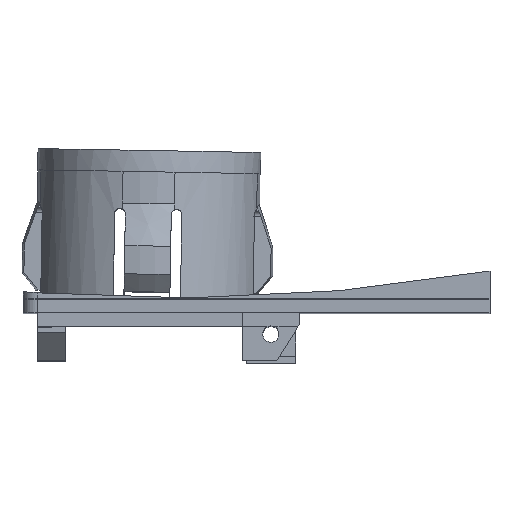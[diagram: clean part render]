
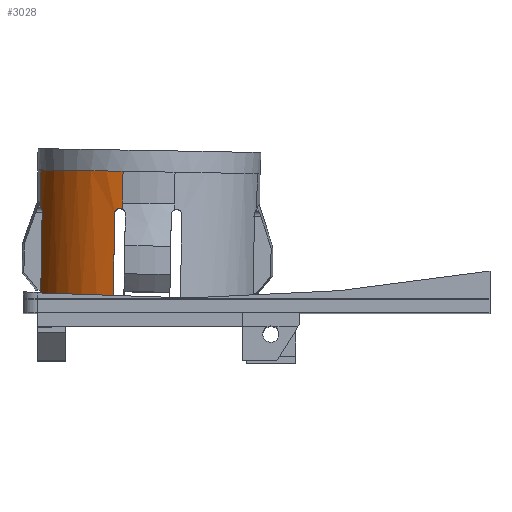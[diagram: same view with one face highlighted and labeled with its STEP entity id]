
A CAD part, top view. The second image highlights one B-rep face of the part: STEP entity #3028.
In plain terms, the highlighted cylindrical face has radius 15.75 mm (diameter 31.5 mm), a partial arc.
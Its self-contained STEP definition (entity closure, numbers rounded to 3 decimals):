
#1470 = VERTEX_POINT('',#1471);
#1471 = CARTESIAN_POINT('',(-15.315,18.,3.677));
#1541 = VERTEX_POINT('',#1542);
#1542 = CARTESIAN_POINT('',(-3.677,18.,15.315));
#1549 = EDGE_CURVE('',#1470,#1541,#1550,.T.);
#1550 = CIRCLE('',#1551,15.75);
#1551 = AXIS2_PLACEMENT_3D('',#1552,#1553,#1554);
#1552 = CARTESIAN_POINT('',(0.,18.,0.));
#1553 = DIRECTION('',(0.,1.,0.));
#1554 = DIRECTION('',(-0.972,0.,0.233));
#1643 = VERTEX_POINT('',#1644);
#1644 = CARTESIAN_POINT('',(-15.315,13.5,3.677));
#2359 = VERTEX_POINT('',#2360);
#2360 = CARTESIAN_POINT('',(-4.75,12.,15.017));
#2366 = EDGE_CURVE('',#2359,#2367,#2369,.T.);
#2367 = VERTEX_POINT('',#2368);
#2368 = CARTESIAN_POINT('',(-3.677,12.677,
    15.315));
#2369 = B_SPLINE_CURVE_WITH_KNOTS('',7,(#2370,#2371,#2372,#2373,#2374,
    #2375,#2376,#2377,#2378,#2379,#2380,#2381,#2382,#2383),
  .UNSPECIFIED.,.F.,.F.,(8,6,8),(0.,0.476,1.),.UNSPECIFIED.);
#2370 = CARTESIAN_POINT('',(-4.75,12.,15.017));
#2371 = CARTESIAN_POINT('',(-4.75,12.095,15.017));
#2372 = CARTESIAN_POINT('',(-4.736,12.19,
    15.021));
#2373 = CARTESIAN_POINT('',(-4.708,12.283,
    15.03));
#2374 = CARTESIAN_POINT('',(-4.666,12.373,
    15.043));
#2375 = CARTESIAN_POINT('',(-4.61,12.456,
    15.061));
#2376 = CARTESIAN_POINT('',(-4.541,12.53,
    15.082));
#2377 = CARTESIAN_POINT('',(-4.37,12.662,
    15.132));
#2378 = CARTESIAN_POINT('',(-4.266,12.718,
    15.162));
#2379 = CARTESIAN_POINT('',(-4.148,12.755,
    15.195));
#2380 = CARTESIAN_POINT('',(-4.025,12.769,
    15.228));
#2381 = CARTESIAN_POINT('',(-3.901,12.76,
    15.26));
#2382 = CARTESIAN_POINT('',(-3.783,12.728,
    15.289));
#2383 = CARTESIAN_POINT('',(-3.677,12.677,
    15.315));
#2428 = EDGE_CURVE('',#2359,#2429,#2431,.T.);
#2429 = VERTEX_POINT('',#2430);
#2430 = CARTESIAN_POINT('',(-4.75,0.,15.017));
#2431 = LINE('',#2432,#2433);
#2432 = CARTESIAN_POINT('',(-4.75,18.,15.017));
#2433 = VECTOR('',#2434,1.);
#2434 = DIRECTION('',(0.,-1.,0.));
#2451 = VERTEX_POINT('',#2452);
#2452 = CARTESIAN_POINT('',(-15.017,0.,4.75));
#2460 = EDGE_CURVE('',#2451,#2429,#2461,.T.);
#2461 = CIRCLE('',#2462,15.75);
#2462 = AXIS2_PLACEMENT_3D('',#2463,#2464,#2465);
#2463 = CARTESIAN_POINT('',(0.,0.,0.));
#2464 = DIRECTION('',(0.,1.,0.));
#2465 = DIRECTION('',(-0.972,0.,0.233));
#2477 = VERTEX_POINT('',#2478);
#2478 = CARTESIAN_POINT('',(-15.017,12.,4.75));
#2484 = EDGE_CURVE('',#2477,#2451,#2485,.T.);
#2485 = LINE('',#2486,#2487);
#2486 = CARTESIAN_POINT('',(-15.017,18.,4.75));
#2487 = VECTOR('',#2488,1.);
#2488 = DIRECTION('',(0.,-1.,0.));
#2508 = VERTEX_POINT('',#2509);
#2509 = CARTESIAN_POINT('',(-15.315,12.677,
    3.677));
#2516 = EDGE_CURVE('',#2508,#2477,#2517,.T.);
#2517 = B_SPLINE_CURVE_WITH_KNOTS('',7,(#2518,#2519,#2520,#2521,#2522,
    #2523,#2524,#2525,#2526,#2527,#2528,#2529,#2530,#2531),
  .UNSPECIFIED.,.F.,.F.,(8,6,8),(0.,0.399,1.),.UNSPECIFIED.);
#2518 = CARTESIAN_POINT('',(-15.315,12.677,
    3.677));
#2519 = CARTESIAN_POINT('',(-15.295,12.715,
    3.757));
#2520 = CARTESIAN_POINT('',(-15.274,12.743,
    3.845));
#2521 = CARTESIAN_POINT('',(-15.251,12.759,
    3.937));
#2522 = CARTESIAN_POINT('',(-15.226,12.761,
    4.031));
#2523 = CARTESIAN_POINT('',(-15.201,12.749,4.123
    ));
#2524 = CARTESIAN_POINT('',(-15.177,12.725,
    4.212));
#2525 = CARTESIAN_POINT('',(-15.118,12.637,
    4.417));
#2526 = CARTESIAN_POINT('',(-15.086,12.561,
    4.526));
#2527 = CARTESIAN_POINT('',(-15.059,12.466,
    4.615));
#2528 = CARTESIAN_POINT('',(-15.038,12.357,
    4.682));
#2529 = CARTESIAN_POINT('',(-15.024,12.24,
    4.728));
#2530 = CARTESIAN_POINT('',(-15.017,12.12,
    4.75));
#2531 = CARTESIAN_POINT('',(-15.017,12.,4.75));
#3015 = EDGE_CURVE('',#1643,#1470,#3016,.T.);
#3016 = LINE('',#3017,#3018);
#3017 = CARTESIAN_POINT('',(-15.315,13.5,3.677));
#3018 = VECTOR('',#3019,1.);
#3019 = DIRECTION('',(0.,1.,0.));
#3028 = ADVANCED_FACE('',(#3029),#3058,.T.);
#3029 = FACE_BOUND('',#3030,.F.);
#3030 = EDGE_LOOP('',(#3031,#3032,#3033,#3041,#3047,#3048,#3049,#3050,
    #3051,#3052));
#3031 = ORIENTED_EDGE('',*,*,#3015,.T.);
#3032 = ORIENTED_EDGE('',*,*,#1549,.T.);
#3033 = ORIENTED_EDGE('',*,*,#3034,.F.);
#3034 = EDGE_CURVE('',#3035,#1541,#3037,.T.);
#3035 = VERTEX_POINT('',#3036);
#3036 = CARTESIAN_POINT('',(-3.677,13.5,15.315));
#3037 = LINE('',#3038,#3039);
#3038 = CARTESIAN_POINT('',(-3.677,13.5,15.315));
#3039 = VECTOR('',#3040,1.);
#3040 = DIRECTION('',(0.,1.,0.));
#3041 = ORIENTED_EDGE('',*,*,#3042,.T.);
#3042 = EDGE_CURVE('',#3035,#2367,#3043,.T.);
#3043 = LINE('',#3044,#3045);
#3044 = CARTESIAN_POINT('',(-3.677,18.,15.315));
#3045 = VECTOR('',#3046,1.);
#3046 = DIRECTION('',(0.,-1.,0.));
#3047 = ORIENTED_EDGE('',*,*,#2366,.F.);
#3048 = ORIENTED_EDGE('',*,*,#2428,.T.);
#3049 = ORIENTED_EDGE('',*,*,#2460,.F.);
#3050 = ORIENTED_EDGE('',*,*,#2484,.F.);
#3051 = ORIENTED_EDGE('',*,*,#2516,.F.);
#3052 = ORIENTED_EDGE('',*,*,#3053,.F.);
#3053 = EDGE_CURVE('',#1643,#2508,#3054,.T.);
#3054 = LINE('',#3055,#3056);
#3055 = CARTESIAN_POINT('',(-15.315,18.,3.677));
#3056 = VECTOR('',#3057,1.);
#3057 = DIRECTION('',(0.,-1.,0.));
#3058 = CYLINDRICAL_SURFACE('',#3059,15.75);
#3059 = AXIS2_PLACEMENT_3D('',#3060,#3061,#3062);
#3060 = CARTESIAN_POINT('',(0.,18.,0.));
#3061 = DIRECTION('',(0.,-1.,-0.));
#3062 = DIRECTION('',(-0.972,0.,0.233));
